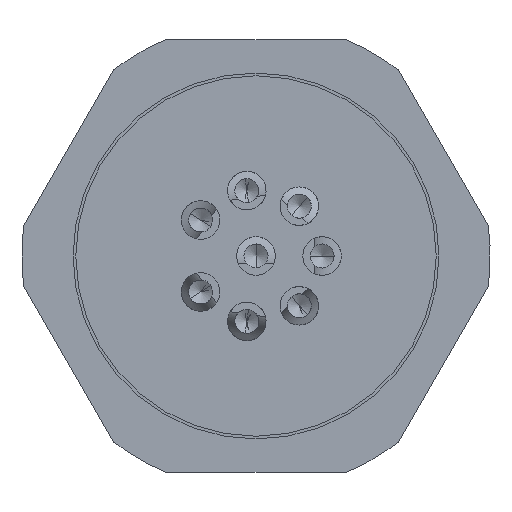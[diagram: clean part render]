
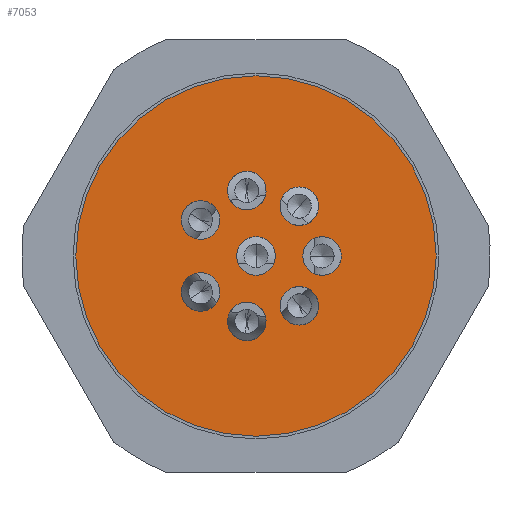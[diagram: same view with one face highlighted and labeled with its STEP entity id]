
A CAD part, front view. The second image highlights one B-rep face of the part: STEP entity #7053.
In plain terms, the highlighted planar face has unit normal (0, -1, 0).
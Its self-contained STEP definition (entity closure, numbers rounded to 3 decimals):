
#1356=CARTESIAN_POINT('',(0.,-8.1,0.));
#1357=DIRECTION('',(0.,1.,0.));
#1358=DIRECTION('',(-1.,0.,0.));
#1359=AXIS2_PLACEMENT_3D('',#1356,#1357,#1358);
#1361=CARTESIAN_POINT('',(0.,-8.1,0.));
#1362=DIRECTION('',(0.,1.,0.));
#1363=DIRECTION('',(1.,0.,0.));
#1364=AXIS2_PLACEMENT_3D('',#1361,#1362,#1363);
#1366=CARTESIAN_POINT('',(2.75,-8.1,0.));
#1367=DIRECTION('',(0.,-1.,0.));
#1368=DIRECTION('',(1.,0.,0.));
#1369=AXIS2_PLACEMENT_3D('',#1366,#1367,#1368);
#1371=CARTESIAN_POINT('',(2.75,-8.1,0.));
#1372=DIRECTION('',(0.,-1.,0.));
#1373=DIRECTION('',(-1.,0.,0.));
#1374=AXIS2_PLACEMENT_3D('',#1371,#1372,#1373);
#1376=CARTESIAN_POINT('',(1.804,-8.1,2.075));
#1377=DIRECTION('',(0.,-1.,0.));
#1378=DIRECTION('',(0.656,0.,0.755));
#1379=AXIS2_PLACEMENT_3D('',#1376,#1377,#1378);
#1381=CARTESIAN_POINT('',(1.804,-8.1,2.075));
#1382=DIRECTION('',(0.,-1.,0.));
#1383=DIRECTION('',(-0.656,0.,-0.755));
#1384=AXIS2_PLACEMENT_3D('',#1381,#1382,#1383);
#1386=CARTESIAN_POINT('',(-0.383,-8.1,2.723));
#1387=DIRECTION('',(0.,-1.,0.));
#1388=DIRECTION('',(-0.139,0.,0.99));
#1389=AXIS2_PLACEMENT_3D('',#1386,#1387,#1388);
#1391=CARTESIAN_POINT('',(-0.383,-8.1,2.723));
#1392=DIRECTION('',(0.,-1.,0.));
#1393=DIRECTION('',(0.139,0.,-0.99));
#1394=AXIS2_PLACEMENT_3D('',#1391,#1392,#1393);
#1396=CARTESIAN_POINT('',(-2.306,-8.1,1.498));
#1397=DIRECTION('',(0.,-1.,0.));
#1398=DIRECTION('',(-0.839,0.,0.545));
#1399=AXIS2_PLACEMENT_3D('',#1396,#1397,#1398);
#1401=CARTESIAN_POINT('',(-2.306,-8.1,1.498));
#1402=DIRECTION('',(0.,-1.,0.));
#1403=DIRECTION('',(0.839,0.,-0.545));
#1404=AXIS2_PLACEMENT_3D('',#1401,#1402,#1403);
#1406=CARTESIAN_POINT('',(0.,-8.1,0.));
#1407=DIRECTION('',(0.,-1.,0.));
#1408=DIRECTION('',(0.,0.,1.));
#1409=AXIS2_PLACEMENT_3D('',#1406,#1407,#1408);
#1411=CARTESIAN_POINT('',(0.,-8.1,0.));
#1412=DIRECTION('',(0.,-1.,0.));
#1413=DIRECTION('',(0.,0.,-1.));
#1414=AXIS2_PLACEMENT_3D('',#1411,#1412,#1413);
#1416=CARTESIAN_POINT('',(-2.306,-8.1,-1.498));
#1417=DIRECTION('',(0.,-1.,0.));
#1418=DIRECTION('',(-0.839,0.,-0.545));
#1419=AXIS2_PLACEMENT_3D('',#1416,#1417,#1418);
#1421=CARTESIAN_POINT('',(-2.306,-8.1,-1.498));
#1422=DIRECTION('',(0.,-1.,0.));
#1423=DIRECTION('',(0.839,0.,0.545));
#1424=AXIS2_PLACEMENT_3D('',#1421,#1422,#1423);
#1426=CARTESIAN_POINT('',(-0.383,-8.1,-2.723));
#1427=DIRECTION('',(0.,-1.,0.));
#1428=DIRECTION('',(-0.139,0.,-0.99));
#1429=AXIS2_PLACEMENT_3D('',#1426,#1427,#1428);
#1431=CARTESIAN_POINT('',(-0.383,-8.1,-2.723));
#1432=DIRECTION('',(0.,-1.,0.));
#1433=DIRECTION('',(0.139,0.,0.99));
#1434=AXIS2_PLACEMENT_3D('',#1431,#1432,#1433);
#1436=CARTESIAN_POINT('',(1.804,-8.1,-2.075));
#1437=DIRECTION('',(0.,-1.,0.));
#1438=DIRECTION('',(0.656,0.,-0.755));
#1439=AXIS2_PLACEMENT_3D('',#1436,#1437,#1438);
#1441=CARTESIAN_POINT('',(1.804,-8.1,-2.075));
#1442=DIRECTION('',(0.,-1.,0.));
#1443=DIRECTION('',(-0.656,0.,0.755));
#1444=AXIS2_PLACEMENT_3D('',#1441,#1442,#1443);
#5133=CARTESIAN_POINT('',(-7.501,-8.1,0.));
#5134=VERTEX_POINT('',#5133);
#5135=CARTESIAN_POINT('',(7.501,-8.1,0.));
#5136=VERTEX_POINT('',#5135);
#5137=CARTESIAN_POINT('',(3.55,-8.1,0.));
#5138=CARTESIAN_POINT('',(1.95,-8.1,0.));
#5139=VERTEX_POINT('',#5137);
#5140=VERTEX_POINT('',#5138);
#5141=CARTESIAN_POINT('',(2.329,-8.1,2.679));
#5142=CARTESIAN_POINT('',(1.279,-8.1,1.472));
#5143=VERTEX_POINT('',#5141);
#5144=VERTEX_POINT('',#5142);
#5145=CARTESIAN_POINT('',(-0.494,-8.1,3.515));
#5146=CARTESIAN_POINT('',(-0.271,-8.1,1.931));
#5147=VERTEX_POINT('',#5145);
#5148=VERTEX_POINT('',#5146);
#5149=CARTESIAN_POINT('',(-2.977,-8.1,1.933));
#5150=CARTESIAN_POINT('',(-1.635,-8.1,1.062));
#5151=VERTEX_POINT('',#5149);
#5152=VERTEX_POINT('',#5150);
#5153=CARTESIAN_POINT('',(0.,-8.1,0.8));
#5154=CARTESIAN_POINT('',(0.,-8.1,-0.8));
#5155=VERTEX_POINT('',#5153);
#5156=VERTEX_POINT('',#5154);
#5157=CARTESIAN_POINT('',(-2.977,-8.1,-1.933));
#5158=CARTESIAN_POINT('',(-1.635,-8.1,-1.062));
#5159=VERTEX_POINT('',#5157);
#5160=VERTEX_POINT('',#5158);
#5161=CARTESIAN_POINT('',(-0.494,-8.1,-3.515));
#5162=CARTESIAN_POINT('',(-0.271,-8.1,-1.931));
#5163=VERTEX_POINT('',#5161);
#5164=VERTEX_POINT('',#5162);
#5165=CARTESIAN_POINT('',(2.329,-8.1,-2.679));
#5166=CARTESIAN_POINT('',(1.279,-8.1,-1.472));
#5167=VERTEX_POINT('',#5165);
#5168=VERTEX_POINT('',#5166);
#6996=CARTESIAN_POINT('',(0.,-8.1,0.));
#6997=DIRECTION('',(0.,-1.,0.));
#6998=DIRECTION('',(1.,0.,0.));
#6999=AXIS2_PLACEMENT_3D('',#6996,#6997,#6998);
#7000=PLANE('',#6999);
#7001=ORIENTED_EDGE('',*,*,#6989,.T.);
#7002=ORIENTED_EDGE('',*,*,#6975,.T.);
#7003=EDGE_LOOP('',(#7001,#7002));
#7004=FACE_OUTER_BOUND('',#7003,.F.);
#7006=ORIENTED_EDGE('',*,*,#7005,.T.);
#7008=ORIENTED_EDGE('',*,*,#7007,.T.);
#7009=EDGE_LOOP('',(#7006,#7008));
#7010=FACE_BOUND('',#7009,.F.);
#7012=ORIENTED_EDGE('',*,*,#7011,.T.);
#7014=ORIENTED_EDGE('',*,*,#7013,.T.);
#7015=EDGE_LOOP('',(#7012,#7014));
#7016=FACE_BOUND('',#7015,.F.);
#7018=ORIENTED_EDGE('',*,*,#7017,.T.);
#7020=ORIENTED_EDGE('',*,*,#7019,.T.);
#7021=EDGE_LOOP('',(#7018,#7020));
#7022=FACE_BOUND('',#7021,.F.);
#7024=ORIENTED_EDGE('',*,*,#7023,.T.);
#7026=ORIENTED_EDGE('',*,*,#7025,.T.);
#7027=EDGE_LOOP('',(#7024,#7026));
#7028=FACE_BOUND('',#7027,.F.);
#7030=ORIENTED_EDGE('',*,*,#7029,.T.);
#7032=ORIENTED_EDGE('',*,*,#7031,.T.);
#7033=EDGE_LOOP('',(#7030,#7032));
#7034=FACE_BOUND('',#7033,.F.);
#7036=ORIENTED_EDGE('',*,*,#7035,.T.);
#7038=ORIENTED_EDGE('',*,*,#7037,.T.);
#7039=EDGE_LOOP('',(#7036,#7038));
#7040=FACE_BOUND('',#7039,.F.);
#7042=ORIENTED_EDGE('',*,*,#7041,.T.);
#7044=ORIENTED_EDGE('',*,*,#7043,.T.);
#7045=EDGE_LOOP('',(#7042,#7044));
#7046=FACE_BOUND('',#7045,.F.);
#7048=ORIENTED_EDGE('',*,*,#7047,.T.);
#7050=ORIENTED_EDGE('',*,*,#7049,.T.);
#7051=EDGE_LOOP('',(#7048,#7050));
#7052=FACE_BOUND('',#7051,.F.);
#7053=ADVANCED_FACE('',(#7004,#7010,#7016,#7022,#7028,#7034,#7040,#7046,#7052),
#7000,.T.);
#1360=CIRCLE('',#1359,7.501);
#1365=CIRCLE('',#1364,7.501);
#1370=CIRCLE('',#1369,0.8);
#1375=CIRCLE('',#1374,0.8);
#1380=CIRCLE('',#1379,0.8);
#1385=CIRCLE('',#1384,0.8);
#1390=CIRCLE('',#1389,0.8);
#1395=CIRCLE('',#1394,0.8);
#1400=CIRCLE('',#1399,0.8);
#1405=CIRCLE('',#1404,0.8);
#1410=CIRCLE('',#1409,0.8);
#1415=CIRCLE('',#1414,0.8);
#1420=CIRCLE('',#1419,0.8);
#1425=CIRCLE('',#1424,0.8);
#1430=CIRCLE('',#1429,0.8);
#1435=CIRCLE('',#1434,0.8);
#1440=CIRCLE('',#1439,0.8);
#1445=CIRCLE('',#1444,0.8);
#6975=EDGE_CURVE('',#5136,#5134,#1365,.T.);
#6989=EDGE_CURVE('',#5134,#5136,#1360,.T.);
#7005=EDGE_CURVE('',#5139,#5140,#1370,.T.);
#7007=EDGE_CURVE('',#5140,#5139,#1375,.T.);
#7011=EDGE_CURVE('',#5143,#5144,#1380,.T.);
#7013=EDGE_CURVE('',#5144,#5143,#1385,.T.);
#7017=EDGE_CURVE('',#5147,#5148,#1390,.T.);
#7019=EDGE_CURVE('',#5148,#5147,#1395,.T.);
#7023=EDGE_CURVE('',#5151,#5152,#1400,.T.);
#7025=EDGE_CURVE('',#5152,#5151,#1405,.T.);
#7029=EDGE_CURVE('',#5155,#5156,#1410,.T.);
#7031=EDGE_CURVE('',#5156,#5155,#1415,.T.);
#7035=EDGE_CURVE('',#5159,#5160,#1420,.T.);
#7037=EDGE_CURVE('',#5160,#5159,#1425,.T.);
#7041=EDGE_CURVE('',#5163,#5164,#1430,.T.);
#7043=EDGE_CURVE('',#5164,#5163,#1435,.T.);
#7047=EDGE_CURVE('',#5167,#5168,#1440,.T.);
#7049=EDGE_CURVE('',#5168,#5167,#1445,.T.);
